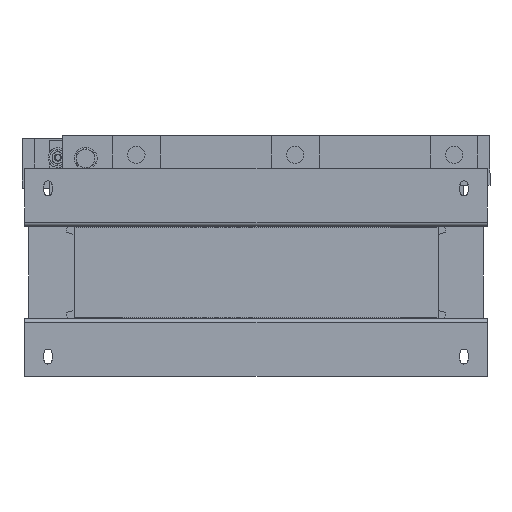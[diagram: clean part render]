
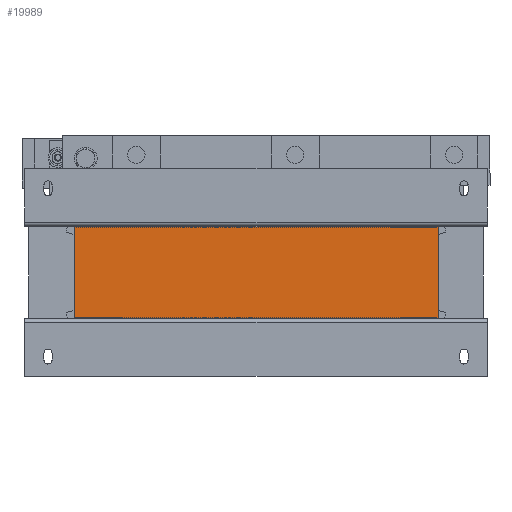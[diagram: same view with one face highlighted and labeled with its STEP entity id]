
A CAD part, front view. The second image highlights one B-rep face of the part: STEP entity #19989.
In plain terms, the highlighted planar face has unit normal (0, -1, 0).
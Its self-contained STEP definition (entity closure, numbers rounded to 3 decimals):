
#178 = CARTESIAN_POINT ( 'NONE',  ( -157.5, -20., -39. ) ) ;
#4614 = VECTOR ( 'NONE', #11743, 1000. ) ;
#5424 = VECTOR ( 'NONE', #28176, 1000. ) ;
#6307 = CARTESIAN_POINT ( 'NONE',  ( -157.5, -20., -39. ) ) ;
#6890 = CARTESIAN_POINT ( 'NONE',  ( 0., -20., 0. ) ) ;
#8869 = DIRECTION ( 'NONE',  ( -1., 0., 0. ) ) ;
#9642 = PLANE ( 'NONE',  #20978 ) ;
#11743 = DIRECTION ( 'NONE',  ( 0., 0., -1. ) ) ;
#11786 = CARTESIAN_POINT ( 'NONE',  ( 157.5, -20., 39. ) ) ;
#12752 = VECTOR ( 'NONE', #8869, 1000. ) ;
#13295 = ORIENTED_EDGE ( 'NONE', *, *, #25117, .F. ) ;
#13330 = VERTEX_POINT ( 'NONE', #11786 ) ;
#13760 = FACE_OUTER_BOUND ( 'NONE', #34057, .T. ) ;
#13838 = LINE ( 'NONE', #26766, #26707 ) ;
#14762 = CARTESIAN_POINT ( 'NONE',  ( 157.5, -20., -39. ) ) ;
#15821 = EDGE_CURVE ( 'Defeature ausgef�hrt1_973+Defeature ausgef�hrt1_976+Defeature ausgef�hrt1_975+Defeature ausgef�hrt1_972', #13330, #22070, #33351, .T. ) ;
#16268 = ORIENTED_EDGE ( 'NONE', *, *, #30108, .F. ) ;
#16337 = VERTEX_POINT ( 'NONE', #178 ) ;
#17574 = DIRECTION ( 'NONE',  ( 0., 1., 0. ) ) ;
#19989 = ADVANCED_FACE ( 'Defeature ausgef�hrt1_976', ( #13760 ), #9642, .F. ) ;
#20978 = AXIS2_PLACEMENT_3D ( 'NONE', #6890, #17574, #30996 ) ;
#22070 = VERTEX_POINT ( 'NONE', #29827 ) ;
#23054 = LINE ( 'NONE', #33232, #12752 ) ;
#25117 = EDGE_CURVE ( 'Defeature ausgef�hrt1_974+Defeature ausgef�hrt1_976+Defeature ausgef�hrt1_972+Defeature ausgef�hrt1_975', #16337, #30486, #25646, .T. ) ;
#25646 = LINE ( 'NONE', #6307, #5424 ) ;
#26379 = ORIENTED_EDGE ( 'NONE', *, *, #15821, .F. ) ;
#26399 = DIRECTION ( 'NONE',  ( 1., 0., 0. ) ) ;
#26707 = VECTOR ( 'NONE', #26399, 1000. ) ;
#26766 = CARTESIAN_POINT ( 'NONE',  ( -157.5, -20., 39. ) ) ;
#26988 = EDGE_CURVE ( 'Defeature ausgef�hrt1_972+Defeature ausgef�hrt1_976+Defeature ausgef�hrt1_973+Defeature ausgef�hrt1_974', #22070, #16337, #23054, .T. ) ;
#27531 = ORIENTED_EDGE ( 'NONE', *, *, #26988, .F. ) ;
#28176 = DIRECTION ( 'NONE',  ( 0., 0., 1. ) ) ;
#29827 = CARTESIAN_POINT ( 'NONE',  ( 157.5, -20., -39. ) ) ;
#30108 = EDGE_CURVE ( 'Defeature ausgef�hrt1_975+Defeature ausgef�hrt1_976+Defeature ausgef�hrt1_974+Defeature ausgef�hrt1_973', #30486, #13330, #13838, .T. ) ;
#30486 = VERTEX_POINT ( 'NONE', #32401 ) ;
#30996 = DIRECTION ( 'NONE',  ( 0., 0., 1. ) ) ;
#32401 = CARTESIAN_POINT ( 'NONE',  ( -157.5, -20., 39. ) ) ;
#33232 = CARTESIAN_POINT ( 'NONE',  ( -157.5, -20., -39. ) ) ;
#33351 = LINE ( 'NONE', #14762, #4614 ) ;
#34057 = EDGE_LOOP ( 'NONE', ( #26379, #16268, #13295, #27531 ) ) ;
